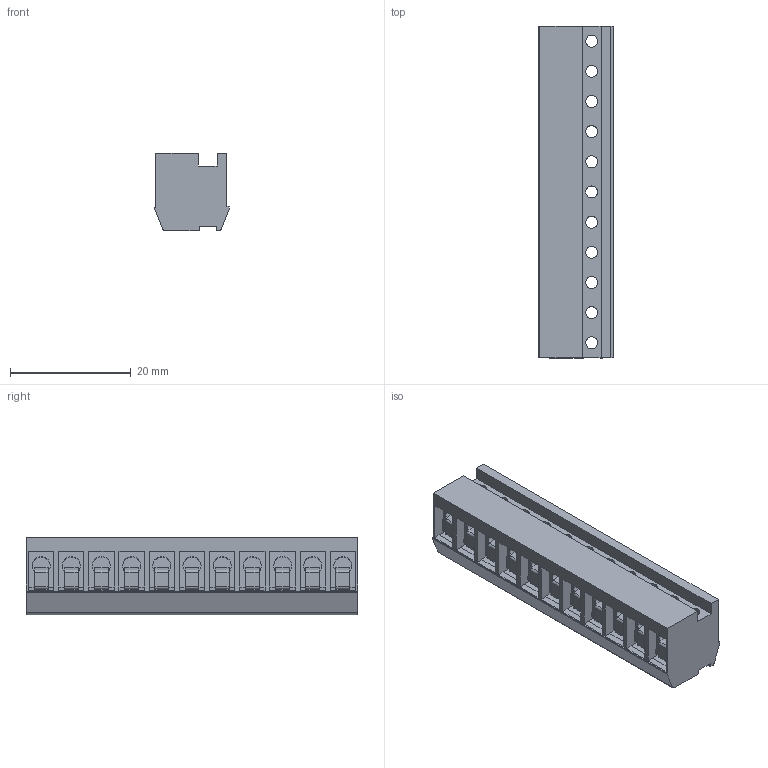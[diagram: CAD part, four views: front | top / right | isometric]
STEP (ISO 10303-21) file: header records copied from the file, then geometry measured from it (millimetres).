
FILE_DESCRIPTION((''),'2;1');
FILE_NAME('TL223T-XXP-XS','2024-12-09T09:31:16',('sheji'),(''),'CREO PARAMETRIC BY PTC INC, 2018100','CREO PARAMETRIC BY PTC INC, 2018100','');
FILE_SCHEMA(('CONFIG_CONTROL_DESIGN'));
Length unit declared in the file: millimetre
Products named in the file (1): TL223T-XXP-XS
Bounding box: 12.4 x 55 x 12.8 mm (x, y, z)
Volume: 6510.1 mm3; surface area: 5035.2 mm2
Topology: 1 solids, 1 shells, 396 faces, 1226 edges, 810 vertices
Faces by surface type: plane 284, cylinder 112
Entity records: 13816 total; most frequent: CARTESIAN_POINT 2498, ORIENTED_EDGE 2452, DIRECTION 2286, EDGE_CURVE 1226, VECTOR 914, LINE 914, VERTEX_POINT 810, AXIS2_PLACEMENT_3D 686
